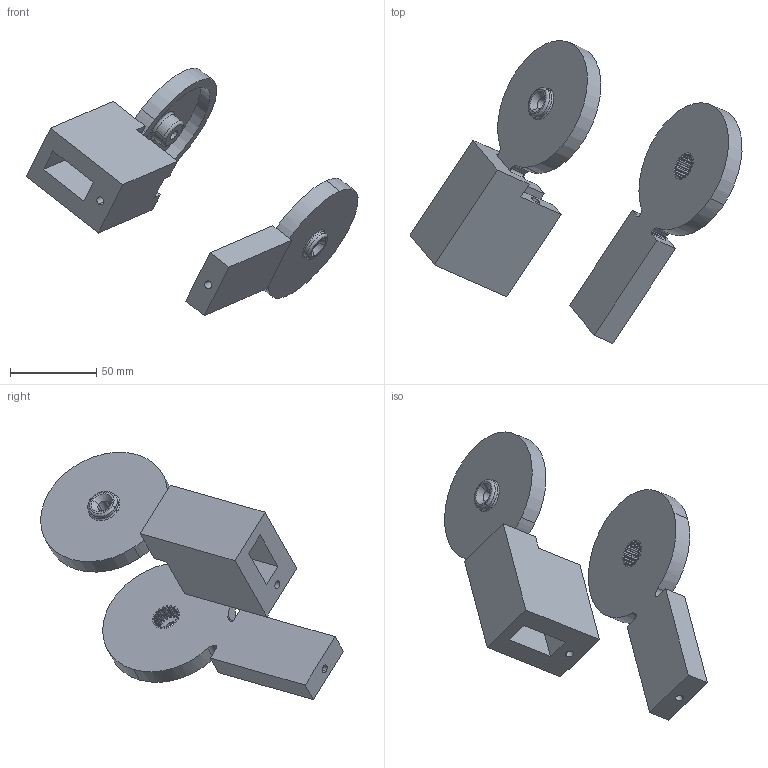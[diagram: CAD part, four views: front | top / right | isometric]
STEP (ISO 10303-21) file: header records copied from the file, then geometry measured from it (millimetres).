
FILE_DESCRIPTION (( 'STEP AP203' ), '1' );
FILE_NAME ('link7_Default_sldprt.STEP', '2018-12-18T07:33:43', ( '' ), ( '' ), 'SwSTEP 2.0', 'SolidWorks 2017', '' );
FILE_SCHEMA (( 'CONFIG_CONTROL_DESIGN' ));
Length unit declared in the file: millimetre
Products named in the file (1): link7_Default_sldprt
Bounding box: 192.61 x 175.7 x 143.46 mm (x, y, z)
Volume: 209715.9 mm3; surface area: 57553 mm2
Topology: 2 solids, 2 shells, 182 faces, 519 edges, 346 vertices
Faces by surface type: cylinder 93, plane 72, bspline 12, cone 5
Entity records: 7448 total; most frequent: CARTESIAN_POINT 2890, ORIENTED_EDGE 1034, DIRECTION 792, EDGE_CURVE 517, VERTEX_POINT 346, VECTOR 276, LINE 276, AXIS2_PLACEMENT_3D 258
